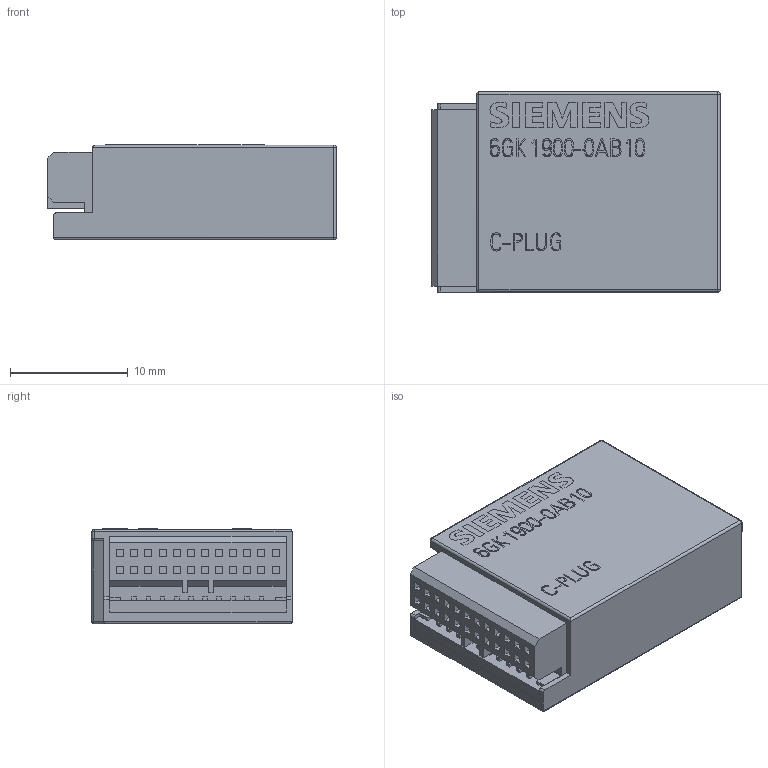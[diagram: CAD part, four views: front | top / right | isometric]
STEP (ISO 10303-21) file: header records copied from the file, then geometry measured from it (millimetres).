
FILE_DESCRIPTION (( 'STEP AP214' ), '1' );
FILE_NAME ('6GK19000AB10_001_STEP.STEP', '2017-10-06T13:50:02', ( '' ), ( '' ), 'SwSTEP 2.0', 'SolidWorks 2017', '' );
FILE_SCHEMA (( 'AUTOMOTIVE_DESIGN' ));
Length unit declared in the file: millimetre
Products named in the file (3): Beschriftung; 6GK19000AB10_001_STEP; Body
Assembly tree (2 placements, depth 2):
  6GK19000AB10_001_STEP
    Body
    Beschriftung
Bounding box: 24.5 x 17 x 8.15 mm (x, y, z)
Volume: 3022.8 mm3; surface area: 1649.4 mm2
Topology: 1 solids, 27 shells, 263 faces, 961 edges, 744 vertices
Faces by surface type: plane 238, cylinder 18, sphere 7
Entity records: 15034 total; most frequent: CARTESIAN_POINT 4349, ORIENTED_EDGE 1557, DIRECTION 1323, EDGE_CURVE 954, VERTEX_POINT 744, VECTOR 733, LINE 733, EDGE_LOOP 298
